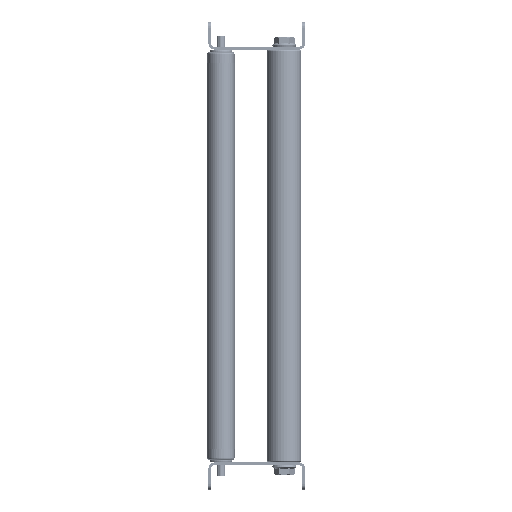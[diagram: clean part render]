
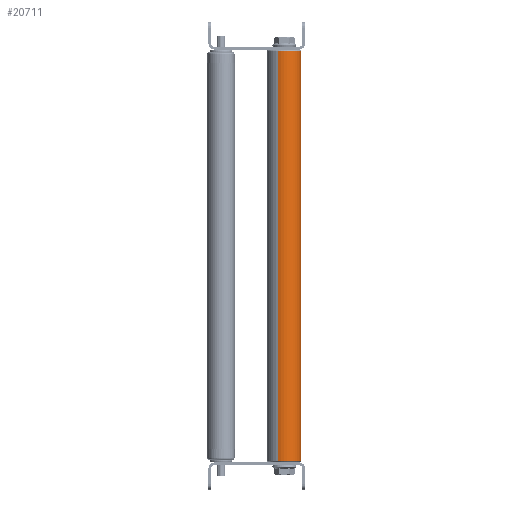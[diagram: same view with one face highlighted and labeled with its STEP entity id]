
A CAD part, left-side view. The second image highlights one B-rep face of the part: STEP entity #20711.
In plain terms, the highlighted cylindrical face has radius 12.5 mm (diameter 25 mm), a partial arc.
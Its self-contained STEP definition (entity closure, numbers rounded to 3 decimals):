
#2196 = CARTESIAN_POINT ( 'NONE',  ( 1., 0., -12.5 ) ) ;
#2539 = CARTESIAN_POINT ( 'NONE',  ( 1., 0., 12.5 ) ) ;
#2843 = DIRECTION ( 'NONE',  ( -1., 0., 0. ) ) ;
#5747 = DIRECTION ( 'NONE',  ( -1., 0., 0. ) ) ;
#7936 = VERTEX_POINT ( 'NONE', #34295 ) ;
#8057 = ORIENTED_EDGE ( 'NONE', *, *, #33348, .T. ) ;
#10816 = EDGE_CURVE ( 'NONE', #7936, #41579, #19345, .T. ) ;
#13134 = DIRECTION ( 'NONE',  ( 0., 0., -1. ) ) ;
#15585 = CIRCLE ( 'NONE', #24189, 12.5 ) ;
#15978 = DIRECTION ( 'NONE',  ( -1., 0., 0. ) ) ;
#16322 = LINE ( 'NONE', #23528, #20386 ) ;
#18979 = ORIENTED_EDGE ( 'NONE', *, *, #34387, .T. ) ;
#18981 = DIRECTION ( 'NONE',  ( 1., 0., 0. ) ) ;
#19248 = EDGE_CURVE ( 'NONE', #36929, #30292, #16322, .T. ) ;
#19345 = LINE ( 'NONE', #40012, #33344 ) ;
#20386 = VECTOR ( 'NONE', #2843, 1000. ) ;
#20711 = ADVANCED_FACE ( 'NONE', ( #43609 ), #33979, .T. ) ;
#22592 = CARTESIAN_POINT ( 'NONE',  ( 1., 0., 0. ) ) ;
#23281 = EDGE_LOOP ( 'NONE', ( #8057, #23537, #18979, #30124 ) ) ;
#23528 = CARTESIAN_POINT ( 'NONE',  ( 300., 0., -12.5 ) ) ;
#23537 = ORIENTED_EDGE ( 'NONE', *, *, #19248, .T. ) ;
#24189 = AXIS2_PLACEMENT_3D ( 'NONE', #25971, #5747, #13134 ) ;
#24194 = CIRCLE ( 'NONE', #25030, 12.5 ) ;
#25030 = AXIS2_PLACEMENT_3D ( 'NONE', #22592, #18981, #43684 ) ;
#25971 = CARTESIAN_POINT ( 'NONE',  ( 299., 0., 0. ) ) ;
#30124 = ORIENTED_EDGE ( 'NONE', *, *, #10816, .F. ) ;
#30292 = VERTEX_POINT ( 'NONE', #2196 ) ;
#31726 = CARTESIAN_POINT ( 'NONE',  ( 299., 0., -12.5 ) ) ;
#33344 = VECTOR ( 'NONE', #15978, 1000. ) ;
#33348 = EDGE_CURVE ( 'NONE', #7936, #36929, #15585, .T. ) ;
#33979 = CYLINDRICAL_SURFACE ( 'NONE', #37627, 12.5 ) ;
#34295 = CARTESIAN_POINT ( 'NONE',  ( 299., 0., 12.5 ) ) ;
#34387 = EDGE_CURVE ( 'NONE', #30292, #41579, #24194, .T. ) ;
#36710 = DIRECTION ( 'NONE',  ( 0., 0., 1. ) ) ;
#36929 = VERTEX_POINT ( 'NONE', #31726 ) ;
#37627 = AXIS2_PLACEMENT_3D ( 'NONE', #40084, #43892, #36710 ) ;
#40012 = CARTESIAN_POINT ( 'NONE',  ( 300., 0., 12.5 ) ) ;
#40084 = CARTESIAN_POINT ( 'NONE',  ( 300., 0., 0. ) ) ;
#41579 = VERTEX_POINT ( 'NONE', #2539 ) ;
#43609 = FACE_OUTER_BOUND ( 'NONE', #23281, .T. ) ;
#43684 = DIRECTION ( 'NONE',  ( 0., 0., -1. ) ) ;
#43892 = DIRECTION ( 'NONE',  ( -1., 0., 0. ) ) ;
